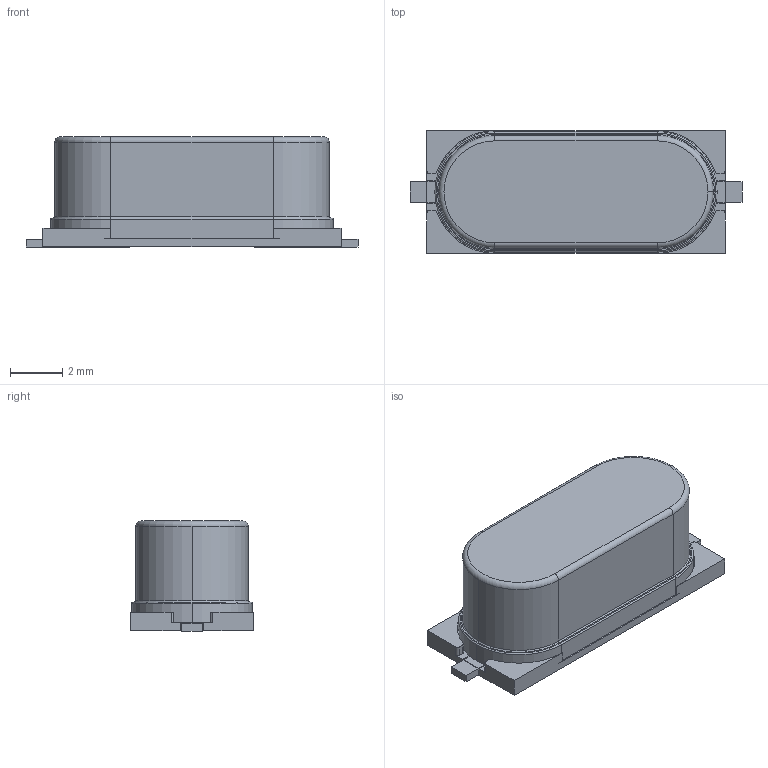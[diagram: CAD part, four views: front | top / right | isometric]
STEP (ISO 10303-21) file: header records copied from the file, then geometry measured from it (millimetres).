
FILE_DESCRIPTION (( 'STEP AP214' ), '1' );
FILE_NAME ('CRYSTAL-SMD_L11.4-W4.7-LS12.7.STEP', '2021-12-15T03:28:14', ( 'PC' ), ( 'Microsoft' ), 'SwSTEP 2.0', 'SolidWorks 2020', '' );
FILE_SCHEMA (( 'AUTOMOTIVE_DESIGN' ));
Length unit declared in the file: millimetre
Products named in the file (1): CRYSTAL-SMD_L11.4-W4.7-LS12.7
Bounding box: 12.7 x 4.7 x 4.21 mm (x, y, z)
Volume: 182.2 mm3; surface area: 239.3 mm2
Topology: 1 solids, 1 shells, 132 faces, 347 edges, 226 vertices
Faces by surface type: plane 85, cylinder 24, bspline 14, torus 9
Entity records: 6212 total; most frequent: CARTESIAN_POINT 1504, ORIENTED_EDGE 694, DIRECTION 620, EDGE_CURVE 347, LINE 256, VECTOR 256, VERTEX_POINT 226, AXIS2_PLACEMENT_3D 182
